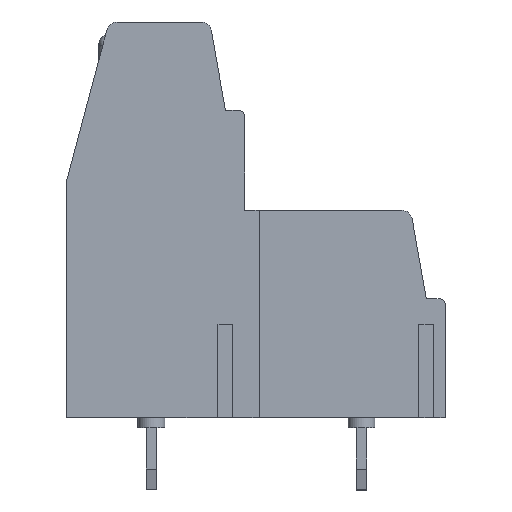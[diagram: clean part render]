
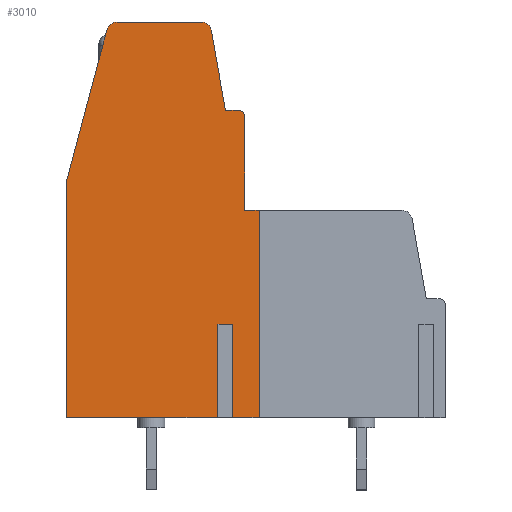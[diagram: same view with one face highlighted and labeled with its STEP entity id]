
A CAD part, top view. The second image highlights one B-rep face of the part: STEP entity #3010.
In plain terms, the highlighted planar face has unit normal (0, 0, 1).
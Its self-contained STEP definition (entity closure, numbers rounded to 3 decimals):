
#1590=CARTESIAN_POINT('',(-117.665,0.
   ,-2.54));
#1600=DIRECTION('',(0.,0.,
   -1.));
#1610=DIRECTION('',(-1.,0.,
   0.));
#1620=AXIS2_PLACEMENT_3D('',#1590,#1600,#1610);
#1630=PLANE('',#1620);
#1640=CARTESIAN_POINT('',(-60.919,37.064
   ,-2.54));
#1650=DIRECTION('',(0.,0.,
   -1.));
#1660=DIRECTION('',(-1.,0.,
   0.));
#1670=AXIS2_PLACEMENT_3D('',#1640,#1650,#1660);
#1680=CIRCLE('',#1670,0.5);
#1690=CARTESIAN_POINT('',(-61.402,37.193
   ,-2.54));
#1700=VERTEX_POINT('',#1690);
#1710=CARTESIAN_POINT('',(-60.919,37.564
   ,-2.54));
#1720=VERTEX_POINT('',#1710);
#1730=EDGE_CURVE('',#1700,#1720,#1680,.T.);
#1740=ORIENTED_EDGE('',*,*,#1730,.F.);
#1750=CARTESIAN_POINT('',(-56.852,37.564
   ,-2.54));
#1760=DIRECTION('',(-1.,0.,
   0.));
#1770=VECTOR('',#1760,1.);
#1780=LINE('',#1750,#1770);
#1790=CARTESIAN_POINT('',(-56.852,37.564
   ,-2.54));
#1800=VERTEX_POINT('',#1790);
#1810=EDGE_CURVE('',#1800,#1720,#1780,.T.);
#1820=ORIENTED_EDGE('',*,*,#1810,.T.);
#1830=CARTESIAN_POINT('',(-56.852,37.064
   ,-2.54));
#1840=DIRECTION('',(0.,0.,
   -1.));
#1850=DIRECTION('',(-1.,0.,
   0.));
#1860=AXIS2_PLACEMENT_3D('',#1830,#1840,#1850);
#1870=CIRCLE('',#1860,0.5);
#1880=CARTESIAN_POINT('',(-56.36,37.151
   ,-2.54));
#1890=VERTEX_POINT('',#1880);
#1900=EDGE_CURVE('',#1800,#1890,#1870,.T.);
#1910=ORIENTED_EDGE('',*,*,#1900,.F.);
#1920=CARTESIAN_POINT('',(-56.36,37.151
   ,-2.54));
#1930=DIRECTION('',(0.174,-0.985,
   0.));
#1940=VECTOR('',#1930,1.);
#1950=LINE('',#1920,#1940);
#1960=CARTESIAN_POINT('',(-55.679,33.294
   ,-2.54));
#1970=VERTEX_POINT('',#1960);
#1980=EDGE_CURVE('',#1890,#1970,#1950,.T.);
#1990=ORIENTED_EDGE('',*,*,#1980,.F.);
#2000=CARTESIAN_POINT('',(-55.679,33.294
   ,-2.54));
#2010=DIRECTION('',(1.,0.,
   0.));
#2020=VECTOR('',#2010,1.);
#2030=LINE('',#2000,#2020);
#2040=CARTESIAN_POINT('',(-55.052,33.294
   ,-2.54));
#2050=VERTEX_POINT('',#2040);
#2060=EDGE_CURVE('',#1970,#2050,#2030,.T.);
#2070=ORIENTED_EDGE('',*,*,#2060,.F.);
#2080=CARTESIAN_POINT('',(-55.052,32.994
   ,-2.54));
#2090=DIRECTION('',(0.,0.,
   -1.));
#2100=DIRECTION('',(-1.,0.,
   0.));
#2110=AXIS2_PLACEMENT_3D('',#2080,#2090,#2100);
#2120=CIRCLE('',#2110,0.3);
#2130=CARTESIAN_POINT('',(-54.752,32.994
   ,-2.54));
#2140=VERTEX_POINT('',#2130);
#2150=EDGE_CURVE('',#2050,#2140,#2120,.T.);
#2160=ORIENTED_EDGE('',*,*,#2150,.F.);
#2170=CARTESIAN_POINT('',(-54.752,
   -23.761,-2.54));
#2180=DIRECTION('',(0.,-1.,
   0.));
#2190=VECTOR('',#2180,1.);
#2200=LINE('',#2170,#2190);
#2210=CARTESIAN_POINT('',(-54.752,28.464
   ,-2.54));
#2220=VERTEX_POINT('',#2210);
#2230=EDGE_CURVE('',#2140,#2220,#2200,.T.);
#2240=ORIENTED_EDGE('',*,*,#2230,.F.);
#2250=CARTESIAN_POINT('',(-54.752,28.464
   ,-2.54));
#2260=DIRECTION('',(1.,0.,
   0.));
#2270=VECTOR('',#2260,1.);
#2280=LINE('',#2250,#2270);
#2290=CARTESIAN_POINT('',(-54.052,28.464
   ,-2.54));
#2300=VERTEX_POINT('',#2290);
#2310=EDGE_CURVE('',#2220,#2300,#2280,.T.);
#2320=ORIENTED_EDGE('',*,*,#2310,.F.);
#2330=CARTESIAN_POINT('',(-54.052,
   -23.761,-2.54));
#2340=DIRECTION('',(0.,1.,
   0.));
#2350=VECTOR('',#2340,1.);
#2360=LINE('',#2330,#2350);
#2370=CARTESIAN_POINT('',(-54.052,18.464
   ,-2.54));
#2380=VERTEX_POINT('',#2370);
#2390=EDGE_CURVE('',#2380,#2300,#2360,.T.);
#2400=ORIENTED_EDGE('',*,*,#2390,.T.);
#2410=CARTESIAN_POINT('',(3.969,18.464,
   -2.54));
#2420=DIRECTION('',(-1.,0.,
   0.));
#2430=VECTOR('',#2420,1.);
#2440=LINE('',#2410,#2430);
#2450=CARTESIAN_POINT('',(-55.475,18.464
   ,-2.54));
#2460=VERTEX_POINT('',#2450);
#2470=EDGE_CURVE('',#2380,#2460,#2440,.T.);
#2480=ORIENTED_EDGE('',*,*,#2470,.F.);
#2490=CARTESIAN_POINT('',(-55.475,
   -14.741,-2.54));
#2500=DIRECTION('',(0.,-1.,
   0.));
#2510=VECTOR('',#2500,1.);
#2520=LINE('',#2490,#2510);
#2530=CARTESIAN_POINT('',(-55.475,22.964
   ,-2.54));
#2540=VERTEX_POINT('',#2530);
#2550=EDGE_CURVE('',#2540,#2460,#2520,.T.);
#2560=ORIENTED_EDGE('',*,*,#2550,.T.);
#2570=CARTESIAN_POINT('',(-5.736,22.964
   ,-2.54));
#2580=DIRECTION('',(-1.,0.,
   0.));
#2590=VECTOR('',#2580,1.);
#2600=LINE('',#2570,#2590);
#2610=CARTESIAN_POINT('',(-55.889,22.964
   ,-2.54));
#2620=VERTEX_POINT('',#2610);
#2630=EDGE_CURVE('',#2540,#2620,#2600,.T.);
#2640=ORIENTED_EDGE('',*,*,#2630,.F.);
#2650=CARTESIAN_POINT('',(-55.889,
   -14.741,-2.54));
#2660=DIRECTION('',(0.,1.,
   0.));
#2670=VECTOR('',#2660,1.);
#2680=LINE('',#2650,#2670);
#2690=CARTESIAN_POINT('',(-55.889,18.464
   ,-2.54));
#2700=VERTEX_POINT('',#2690);
#2710=EDGE_CURVE('',#2700,#2620,#2680,.T.);
#2720=ORIENTED_EDGE('',*,*,#2710,.T.);
#2730=CARTESIAN_POINT('',(-63.352,18.464
   ,-2.54));
#2740=VERTEX_POINT('',#2730);
#2750=EDGE_CURVE('',#2700,#2740,#2440,.T.);
#2760=ORIENTED_EDGE('',*,*,#2750,.F.);
#2770=CARTESIAN_POINT('',(-63.352,29.534
   ,-2.54));
#2780=DIRECTION('',(0.,1.,
   0.));
#2790=VECTOR('',#2780,1.);
#2800=LINE('',#2770,#2790);
#2810=CARTESIAN_POINT('',(-63.352,29.883
   ,-2.54));
#2820=VERTEX_POINT('',#2810);
#2830=EDGE_CURVE('',#2740,#2820,#2800,.T.);
#2840=ORIENTED_EDGE('',*,*,#2830,.F.);
#2850=CARTESIAN_POINT('',(-61.802,35.698
   ,-2.54));
#2860=DIRECTION('',(-0.258,-0.966,
   0.));
#2870=VECTOR('',#2860,1.);
#2880=LINE('',#2850,#2870);
#2890=CARTESIAN_POINT('',(-61.802,35.698
   ,-2.54));
#2900=VERTEX_POINT('',#2890);
#2910=EDGE_CURVE('',#2900,#2820,#2880,.T.);
#2920=ORIENTED_EDGE('',*,*,#2910,.T.);
#2930=CARTESIAN_POINT('',(-61.402,37.193
   ,-2.54));
#2940=DIRECTION('',(-0.259,-0.966,
   0.));
#2950=VECTOR('',#2940,1.);
#2960=LINE('',#2930,#2950);
#2970=EDGE_CURVE('',#1700,#2900,#2960,.T.);
#2980=ORIENTED_EDGE('',*,*,#2970,.T.);
#2990=EDGE_LOOP('',(#2980,#2920,#2840,#2760,#2720,#2640,#2560,#2480,
   #2400,#2320,#2240,#2160,#2070,#1990,#1910,#1820,#1740));
#3000=FACE_OUTER_BOUND('',#2990,.T.);
#3010=ADVANCED_FACE('',(#3000),#1630,.F.);
